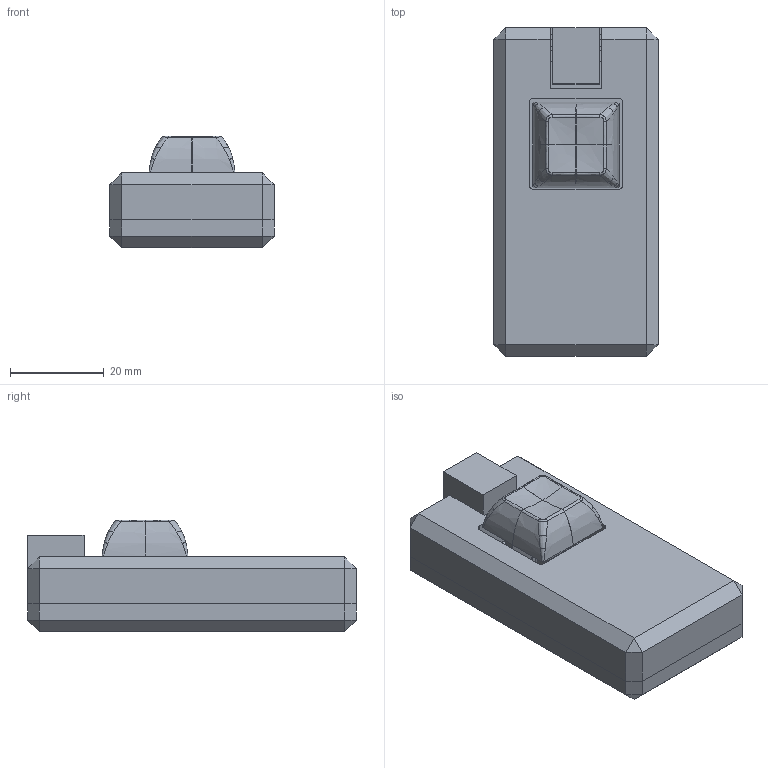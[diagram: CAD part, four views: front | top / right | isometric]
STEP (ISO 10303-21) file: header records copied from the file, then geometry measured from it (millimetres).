
FILE_DESCRIPTION(/* description */ (''),/* implementation_level */ '2;1');
FILE_NAME(/* name */ 'button_v1_shell.step',/* time_stamp */ '2023-05-06T10:43:10+01:00',/* author */ (''),/* organization */ (''),/* preprocessor_version */ 'ST-DEVELOPER v19.2',/* originating_system */ 'Autodesk Translation Framework v12.4.0.73',/* authorisation */ '');
FILE_SCHEMA (('AUTOMOTIVE_DESIGN { 1 0 10303 214 3 1 1 }'));
Products named in the file (8): button_case_b; rj10_socket; SOLID; kamaji_button_v1 PCB; SW_Cherry_MX_PCB v1; Keycap_adjusted v39 v1; case_top; case_bottom
Assembly tree (7 placements, depth 3):
  button_case_b
    rj10_socket
      SOLID
    kamaji_button_v1 PCB
    SW_Cherry_MX_PCB v1
    Keycap_adjusted v39 v1
    case_top
    case_bottom
Bounding box: 35 x 70 x 23.84 mm (x, y, z)
Volume: 32728.3 mm3; surface area: 21402.4 mm2
Topology: 12 solids, 12 shells, 1199 faces, 3139 edges, 1994 vertices
Faces by surface type: plane 750, cylinder 270, bspline 119, torus 28, sphere 26, cone 6
Full cylindrical faces by diameter (mm): 0.9 x4, 1.04 x2, 1.2 x1, 1.47 x2, 1.6 x5, 1.75 x2, 2 x1, 2.36 x2, 2.6 x1, 3 x1, 3.2 x6, 3.8 x1, 3.9 x1, 3.988 x1, 4.8 x1, 6 x1
Entity records: 55045 total; most frequent: CARTESIAN_POINT 24694, ORIENTED_EDGE 6274, DIRECTION 5675, EDGE_CURVE 3137, LINE 2291, VECTOR 2291, VERTEX_POINT 1994, AXIS2_PLACEMENT_3D 1692
